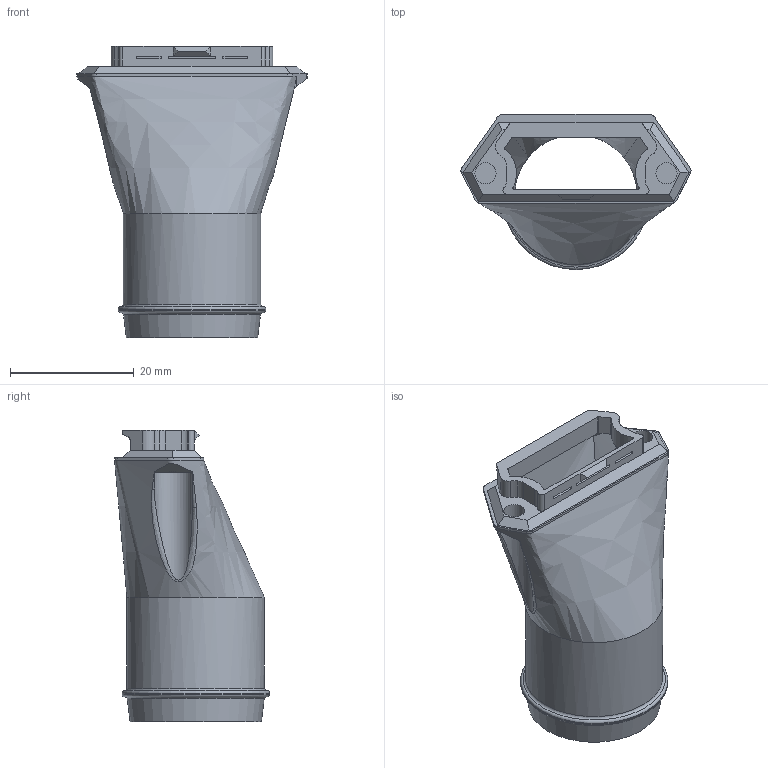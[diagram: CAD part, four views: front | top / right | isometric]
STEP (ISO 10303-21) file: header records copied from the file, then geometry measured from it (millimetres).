
FILE_DESCRIPTION(/* description */ (''),/* implementation_level */ '2;1');
FILE_NAME(/* name */ '22mm_ID_CPAP_intake_tube.step',/* time_stamp */ '2025-04-05T16:30:16+02:00',/* author */ (''),/* organization */ (''),/* preprocessor_version */ 'ST-DEVELOPER v20.1',/* originating_system */ 'Autodesk Translation Framework v14.4.0.0',/* authorisation */ '');
FILE_SCHEMA (('AUTOMOTIVE_DESIGN { 1 0 10303 214 3 1 1 }'));
Length unit declared in the file: millimetre
Products named in the file (1): 22mm_cpap (1) (1)
Bounding box: 37.14 x 25 x 47 mm (x, y, z)
Volume: 4316.4 mm3; surface area: 7425.6 mm2
Topology: 1 solids, 1 shells, 126 faces, 338 edges, 214 vertices
Faces by surface type: plane 62, cylinder 36, bspline 23, torus 4, cone 1
Full cylindrical faces by diameter (mm): 3.4 x2, 22.2 x1, 23.8 x1
Entity records: 5927 total; most frequent: CARTESIAN_POINT 2817, ORIENTED_EDGE 668, DIRECTION 591, EDGE_CURVE 334, VERTEX_POINT 214, LINE 203, VECTOR 203, AXIS2_PLACEMENT_3D 194
